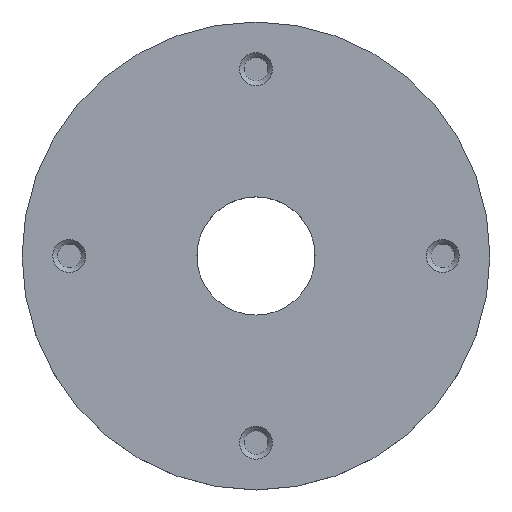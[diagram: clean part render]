
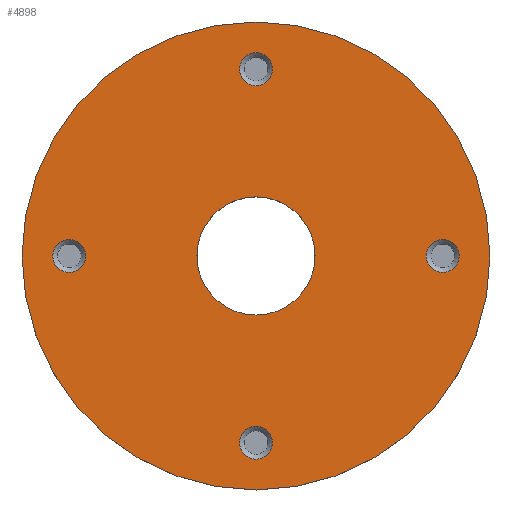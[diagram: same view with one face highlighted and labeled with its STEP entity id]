
A CAD part, top view. The second image highlights one B-rep face of the part: STEP entity #4898.
In plain terms, the highlighted planar face has unit normal (0, 0, 1).
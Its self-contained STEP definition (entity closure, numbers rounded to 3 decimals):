
#27=FACE_BOUND('',#1071,.T.);
#28=FACE_BOUND('',#1072,.T.);
#29=FACE_BOUND('',#1073,.T.);
#30=FACE_BOUND('',#1074,.T.);
#31=FACE_BOUND('',#1075,.T.);
#34=PLANE('',#5181);
#209=CIRCLE('',#5177,3.5);
#212=CIRCLE('',#5182,49.5);
#213=CIRCLE('',#5183,12.5);
#214=CIRCLE('',#5184,3.5);
#215=CIRCLE('',#5185,3.5);
#216=CIRCLE('',#5186,3.5);
#807=FACE_OUTER_BOUND('',#1070,.T.);
#1070=EDGE_LOOP('',(#4032));
#1071=EDGE_LOOP('',(#4033));
#1072=EDGE_LOOP('',(#4034));
#1073=EDGE_LOOP('',(#4035));
#1074=EDGE_LOOP('',(#4036));
#1075=EDGE_LOOP('',(#4037));
#2260=VERTEX_POINT('',#34277);
#2263=VERTEX_POINT('',#34287);
#2264=VERTEX_POINT('',#34289);
#2265=VERTEX_POINT('',#34291);
#2266=VERTEX_POINT('',#34293);
#2267=VERTEX_POINT('',#34295);
#3014=EDGE_CURVE('',#2260,#2260,#209,.T.);
#3019=EDGE_CURVE('',#2263,#2263,#212,.T.);
#3020=EDGE_CURVE('',#2264,#2264,#213,.T.);
#3021=EDGE_CURVE('',#2265,#2265,#214,.T.);
#3022=EDGE_CURVE('',#2266,#2266,#215,.T.);
#3023=EDGE_CURVE('',#2267,#2267,#216,.T.);
#4032=ORIENTED_EDGE('',*,*,#3019,.T.);
#4033=ORIENTED_EDGE('',*,*,#3020,.T.);
#4034=ORIENTED_EDGE('',*,*,#3021,.F.);
#4035=ORIENTED_EDGE('',*,*,#3022,.F.);
#4036=ORIENTED_EDGE('',*,*,#3023,.F.);
#4037=ORIENTED_EDGE('',*,*,#3014,.F.);
#4898=ADVANCED_FACE('',(#807,#27,#28,#29,#30,#31),#34,.T.);
#5177=AXIS2_PLACEMENT_3D('',#34278,#5960,#5961);
#5181=AXIS2_PLACEMENT_3D('',#34286,#5970,#5971);
#5182=AXIS2_PLACEMENT_3D('',#34288,#5972,#5973);
#5183=AXIS2_PLACEMENT_3D('',#34290,#5974,#5975);
#5184=AXIS2_PLACEMENT_3D('',#34292,#5976,#5977);
#5185=AXIS2_PLACEMENT_3D('',#34294,#5978,#5979);
#5186=AXIS2_PLACEMENT_3D('',#34296,#5980,#5981);
#5960=DIRECTION('center_axis',(0.,0.,1.));
#5961=DIRECTION('ref_axis',(0.,1.,0.));
#5970=DIRECTION('center_axis',(0.,0.,1.));
#5971=DIRECTION('ref_axis',(1.,0.,0.));
#5972=DIRECTION('center_axis',(0.,0.,1.));
#5973=DIRECTION('ref_axis',(1.,0.,0.));
#5974=DIRECTION('center_axis',(0.,0.,-1.));
#5975=DIRECTION('ref_axis',(-1.,0.,0.));
#5976=DIRECTION('center_axis',(0.,0.,1.));
#5977=DIRECTION('ref_axis',(1.,0.,0.));
#5978=DIRECTION('center_axis',(0.,0.,1.));
#5979=DIRECTION('ref_axis',(-1.,0.,0.));
#5980=DIRECTION('center_axis',(0.,0.,1.));
#5981=DIRECTION('ref_axis',(0.,-1.,0.));
#34277=CARTESIAN_POINT('',(-39.5,-3.5,14.));
#34278=CARTESIAN_POINT('Origin',(-39.5,0.,14.));
#34286=CARTESIAN_POINT('Origin',(0.,0.,14.));
#34287=CARTESIAN_POINT('',(-49.5,0.,14.));
#34288=CARTESIAN_POINT('Origin',(0.,0.,14.));
#34289=CARTESIAN_POINT('',(12.5,0.,14.));
#34290=CARTESIAN_POINT('Origin',(0.,0.,14.));
#34291=CARTESIAN_POINT('',(-3.5,39.5,14.));
#34292=CARTESIAN_POINT('Origin',(0.,39.5,14.));
#34293=CARTESIAN_POINT('',(3.5,-39.5,14.));
#34294=CARTESIAN_POINT('Origin',(0.,-39.5,14.));
#34295=CARTESIAN_POINT('',(39.5,3.5,14.));
#34296=CARTESIAN_POINT('Origin',(39.5,0.,14.));
